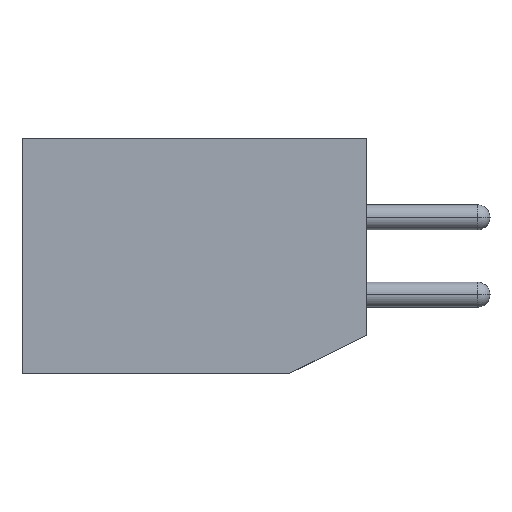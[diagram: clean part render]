
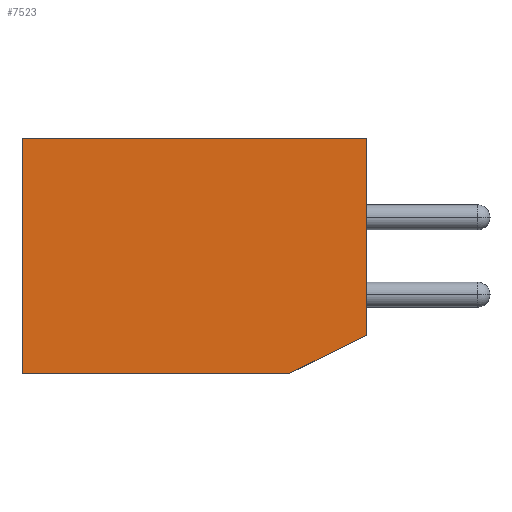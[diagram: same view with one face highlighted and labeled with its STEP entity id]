
A CAD part, left-side view. The second image highlights one B-rep face of the part: STEP entity #7523.
In plain terms, the highlighted planar face has unit normal (-1, 0, 0).
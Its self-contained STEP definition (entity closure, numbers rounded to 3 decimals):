
#20=DIRECTION('',(0.,0.,1.));
#21=VECTOR('',#20,5.1);
#22=CARTESIAN_POINT('',(-7.3,0.,-2.05));
#23=LINE('',#22,#21);
#1224=DIRECTION('',(0.,0.,1.));
#1225=VECTOR('',#1224,6.1);
#1226=CARTESIAN_POINT('',(-7.3,8.9,-3.05));
#1227=LINE('',#1226,#1225);
#1808=DIRECTION('',(0.,1.,0.));
#1809=VECTOR('',#1808,8.9);
#1810=CARTESIAN_POINT('',(-7.3,0.,3.05));
#1811=LINE('',#1810,#1809);
#2000=DIRECTION('',(0.,-0.894,0.447));
#2001=VECTOR('',#2000,2.236);
#2002=CARTESIAN_POINT('',(-7.3,2.,-3.05));
#2003=LINE('',#2002,#2001);
#2004=DIRECTION('',(0.,1.,0.));
#2005=VECTOR('',#2004,6.9);
#2006=CARTESIAN_POINT('',(-7.3,2.,-3.05));
#2007=LINE('',#2006,#2005);
#3184=CARTESIAN_POINT('',(-7.3,0.,3.05));
#3186=VERTEX_POINT('',#3184);
#3188=CARTESIAN_POINT('',(-7.3,8.9,-3.05));
#3189=CARTESIAN_POINT('',(-7.3,8.9,3.05));
#3190=VERTEX_POINT('',#3188);
#3191=VERTEX_POINT('',#3189);
#3220=CARTESIAN_POINT('',(-7.3,2.,-3.05));
#3221=CARTESIAN_POINT('',(-7.3,0.,-2.05));
#3222=VERTEX_POINT('',#3220);
#3223=VERTEX_POINT('',#3221);
#7511=CARTESIAN_POINT('',(-7.3,0.,-3.05));
#7512=DIRECTION('',(-1.,0.,0.));
#7513=DIRECTION('',(0.,0.,1.));
#7514=AXIS2_PLACEMENT_3D('',#7511,#7512,#7513);
#7515=PLANE('',#7514);
#7516=ORIENTED_EDGE('',*,*,#4282,.F.);
#7517=ORIENTED_EDGE('',*,*,#7101,.T.);
#7518=ORIENTED_EDGE('',*,*,#6709,.T.);
#7519=ORIENTED_EDGE('',*,*,#7399,.F.);
#7520=ORIENTED_EDGE('',*,*,#4175,.F.);
#7521=EDGE_LOOP('',(#7516,#7517,#7518,#7519,#7520));
#7522=FACE_OUTER_BOUND('',#7521,.F.);
#4175=EDGE_CURVE('',#3223,#3186,#23,.T.);
#4282=EDGE_CURVE('',#3222,#3223,#2003,.T.);
#6709=EDGE_CURVE('',#3190,#3191,#1227,.T.);
#7101=EDGE_CURVE('',#3222,#3190,#2007,.T.);
#7399=EDGE_CURVE('',#3186,#3191,#1811,.T.);
#7523=ADVANCED_FACE('',(#7522),#7515,.T.);
